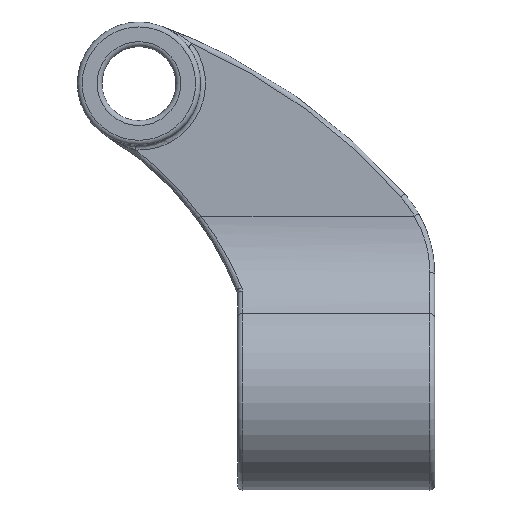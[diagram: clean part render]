
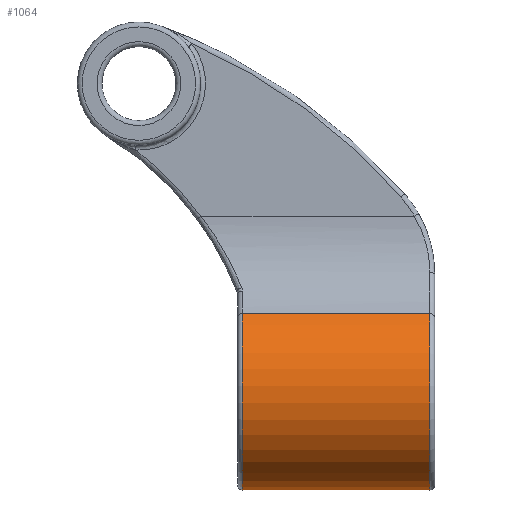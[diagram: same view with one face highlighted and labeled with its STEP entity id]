
A CAD part, left-side view. The second image highlights one B-rep face of the part: STEP entity #1064.
In plain terms, the highlighted cylindrical face has radius 40 mm (diameter 80 mm), a partial arc.
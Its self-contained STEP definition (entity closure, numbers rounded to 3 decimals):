
#61=LINE('',#2356,#94);
#62=LINE('',#2358,#95);
#94=VECTOR('',#1570,10.);
#95=VECTOR('',#1573,10.);
#116=CYLINDRICAL_SURFACE('',#1233,40.);
#259=FACE_OUTER_BOUND('',#330,.T.);
#330=EDGE_LOOP('',(#984,#985,#986,#987));
#425=CIRCLE('',#1193,40.);
#440=CIRCLE('',#1216,40.);
#519=VERTEX_POINT('',#2186);
#520=VERTEX_POINT('',#2190);
#528=VERTEX_POINT('',#2294);
#529=VERTEX_POINT('',#2298);
#651=EDGE_CURVE('',#520,#519,#425,.T.);
#671=EDGE_CURVE('',#529,#528,#440,.T.);
#683=EDGE_CURVE('',#528,#520,#61,.T.);
#684=EDGE_CURVE('',#519,#529,#62,.T.);
#984=ORIENTED_EDGE('',*,*,#651,.F.);
#985=ORIENTED_EDGE('',*,*,#683,.F.);
#986=ORIENTED_EDGE('',*,*,#671,.F.);
#987=ORIENTED_EDGE('',*,*,#684,.F.);
#1064=ADVANCED_FACE('',(#259),#116,.T.);
#1193=AXIS2_PLACEMENT_3D('',#2192,#1492,#1493);
#1216=AXIS2_PLACEMENT_3D('',#2300,#1539,#1540);
#1233=AXIS2_PLACEMENT_3D('',#2361,#1577,#1578);
#1492=DIRECTION('center_axis',(0.,1.,0.));
#1493=DIRECTION('ref_axis',(0.,0.,-1.));
#1539=DIRECTION('center_axis',(0.,-1.,0.));
#1540=DIRECTION('ref_axis',(0.,0.,-1.));
#1570=DIRECTION('',(0.,1.,0.));
#1573=DIRECTION('',(0.,-1.,0.));
#1577=DIRECTION('center_axis',(0.,1.,0.));
#1578=DIRECTION('ref_axis',(0.,0.,-1.));
#2186=CARTESIAN_POINT('',(-24.444,38.,31.662));
#2190=CARTESIAN_POINT('',(24.444,38.,31.662));
#2192=CARTESIAN_POINT('Origin',(0.,38.,0.));
#2294=CARTESIAN_POINT('',(24.444,-38.,31.662));
#2298=CARTESIAN_POINT('',(-24.444,-38.,31.662));
#2300=CARTESIAN_POINT('Origin',(0.,-38.,0.));
#2356=CARTESIAN_POINT('',(24.444,0.,31.662));
#2358=CARTESIAN_POINT('',(-24.444,0.,31.662));
#2361=CARTESIAN_POINT('Origin',(0.,0.,0.));
